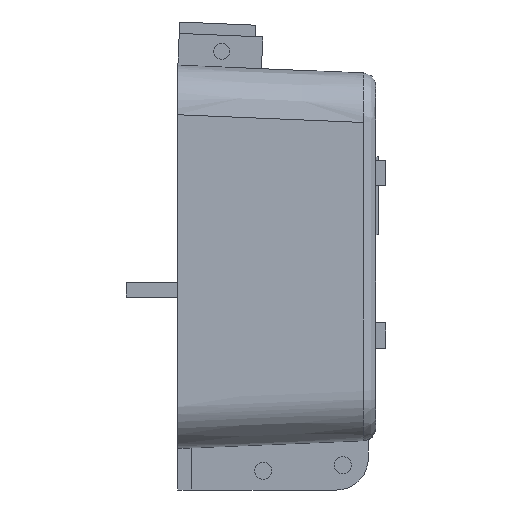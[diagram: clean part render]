
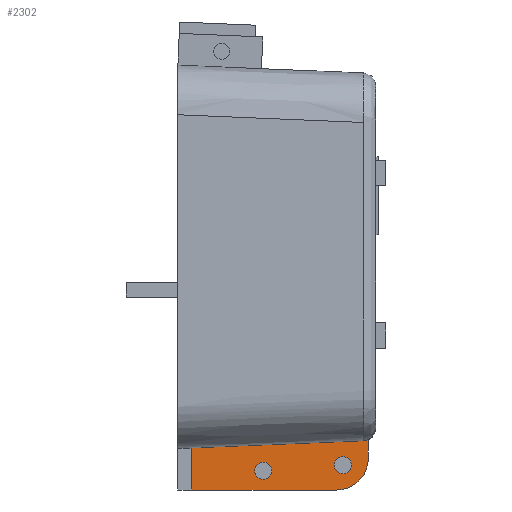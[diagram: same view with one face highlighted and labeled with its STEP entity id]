
A CAD part, left-side view. The second image highlights one B-rep face of the part: STEP entity #2302.
In plain terms, the highlighted planar face has unit normal (-1, 0, 0).
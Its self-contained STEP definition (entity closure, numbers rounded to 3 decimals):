
#25=FACE_BOUND('',#368,.T.);
#26=FACE_BOUND('',#369,.T.);
#57=B_SPLINE_CURVE_WITH_KNOTS('',3,(#3499,#3500,#3501,#3502,#3503,#3504),
 .UNSPECIFIED.,.F.,.F.,(4,2,4),(-7.329,-2.883,-0.557),
 .UNSPECIFIED.);
#63=B_SPLINE_CURVE_WITH_KNOTS('',3,(#4028,#4029,#4030,#4031),
 .UNSPECIFIED.,.F.,.F.,(4,4),(-0.767,-0.576),
 .UNSPECIFIED.);
#123=PLANE('',#2452);
#239=FACE_OUTER_BOUND('',#367,.T.);
#367=EDGE_LOOP('',(#1648,#1649,#1650,#1651,#1652,#1653));
#368=EDGE_LOOP('',(#1654));
#369=EDGE_LOOP('',(#1655));
#527=LINE('',#3209,#779);
#528=LINE('',#4023,#780);
#529=LINE('',#4027,#781);
#779=VECTOR('',#2626,10.);
#780=VECTOR('',#2629,10.);
#781=VECTOR('',#2632,10.);
#1012=CIRCLE('',#2444,3.375);
#1014=CIRCLE('',#2447,3.375);
#1015=CIRCLE('',#2453,12.5);
#1032=VERTEX_POINT('',#3126);
#1034=VERTEX_POINT('',#3132);
#1057=VERTEX_POINT('',#3202);
#1058=VERTEX_POINT('',#3207);
#1059=VERTEX_POINT('',#3498);
#1064=VERTEX_POINT('',#4022);
#1065=VERTEX_POINT('',#4024);
#1066=VERTEX_POINT('',#4026);
#1265=EDGE_CURVE('',#1032,#1032,#1012,.T.);
#1268=EDGE_CURVE('',#1034,#1034,#1014,.T.);
#1294=EDGE_CURVE('',#1057,#1058,#527,.T.);
#1295=EDGE_CURVE('',#1057,#1059,#57,.F.);
#1301=EDGE_CURVE('',#1058,#1064,#528,.T.);
#1302=EDGE_CURVE('',#1064,#1065,#1015,.T.);
#1303=EDGE_CURVE('',#1065,#1066,#529,.T.);
#1304=EDGE_CURVE('',#1059,#1066,#63,.T.);
#1648=ORIENTED_EDGE('',*,*,#1294,.T.);
#1649=ORIENTED_EDGE('',*,*,#1301,.T.);
#1650=ORIENTED_EDGE('',*,*,#1302,.T.);
#1651=ORIENTED_EDGE('',*,*,#1303,.T.);
#1652=ORIENTED_EDGE('',*,*,#1304,.F.);
#1653=ORIENTED_EDGE('',*,*,#1295,.F.);
#1654=ORIENTED_EDGE('',*,*,#1265,.T.);
#1655=ORIENTED_EDGE('',*,*,#1268,.T.);
#2302=ADVANCED_FACE('',(#239,#25,#26),#123,.F.);
#2444=AXIS2_PLACEMENT_3D('',#3128,#2591,#2592);
#2447=AXIS2_PLACEMENT_3D('',#3134,#2598,#2599);
#2452=AXIS2_PLACEMENT_3D('',#4021,#2627,#2628);
#2453=AXIS2_PLACEMENT_3D('',#4025,#2630,#2631);
#2591=DIRECTION('center_axis',(1.,0.,0.));
#2592=DIRECTION('ref_axis',(0.,1.,0.));
#2598=DIRECTION('center_axis',(1.,0.,0.));
#2599=DIRECTION('ref_axis',(0.,1.,0.));
#2626=DIRECTION('',(0.,0.,-1.));
#2627=DIRECTION('center_axis',(1.,0.,0.));
#2628=DIRECTION('ref_axis',(0.,-1.,0.));
#2629=DIRECTION('',(0.,-1.,0.));
#2630=DIRECTION('center_axis',(-1.,0.,0.));
#2631=DIRECTION('ref_axis',(0.,-0.707,-0.707));
#2632=DIRECTION('',(0.,0.,1.));
#3126=CARTESIAN_POINT('',(-77.9,-37.088,-84.083));
#3128=CARTESIAN_POINT('Origin',(-77.9,-33.713,-84.083));
#3132=CARTESIAN_POINT('',(-77.9,-68.375,-82.));
#3134=CARTESIAN_POINT('Origin',(-77.9,-65.,-82.));
#3202=CARTESIAN_POINT('',(-77.9,-5.5,-75.173));
#3207=CARTESIAN_POINT('',(-77.9,-5.5,-91.722));
#3209=CARTESIAN_POINT('',(-77.9,-5.5,-79.482));
#3498=CARTESIAN_POINT('',(-77.9,-73.159,-72.348));
#3499=CARTESIAN_POINT('Ctrl Pts',(-77.9,-73.159,-72.348));
#3500=CARTESIAN_POINT('Ctrl Pts',(-77.9,-58.352,-72.966));
#3501=CARTESIAN_POINT('Ctrl Pts',(-77.9,-43.545,-73.584));
#3502=CARTESIAN_POINT('Ctrl Pts',(-77.9,-20.992,-74.526));
#3503=CARTESIAN_POINT('Ctrl Pts',(-77.9,-13.246,-74.849));
#3504=CARTESIAN_POINT('Ctrl Pts',(-77.9,-5.5,-75.173));
#4021=CARTESIAN_POINT('Origin',(-77.9,0.,
-75.402));
#4022=CARTESIAN_POINT('',(-77.9,-62.5,-91.722));
#4023=CARTESIAN_POINT('',(-77.9,-18.75,-91.722));
#4024=CARTESIAN_POINT('',(-77.9,-75.,-79.222));
#4025=CARTESIAN_POINT('Origin',(-77.9,-62.5,-79.222));
#4026=CARTESIAN_POINT('',(-77.9,-75.,-71.913));
#4027=CARTESIAN_POINT('',(-77.9,-75.,-75.402));
#4028=CARTESIAN_POINT('Ctrl Pts',(-77.9,-73.159,-72.348));
#4029=CARTESIAN_POINT('Ctrl Pts',(-77.9,-73.793,-72.321));
#4030=CARTESIAN_POINT('Ctrl Pts',(-77.9,-74.42,-72.169));
#4031=CARTESIAN_POINT('Ctrl Pts',(-77.9,-74.999,-71.909));
